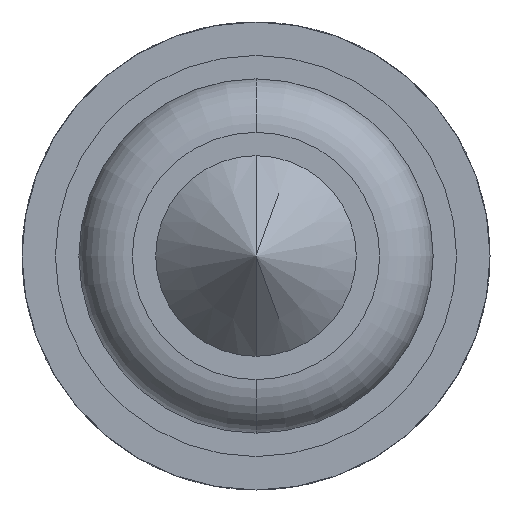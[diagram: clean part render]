
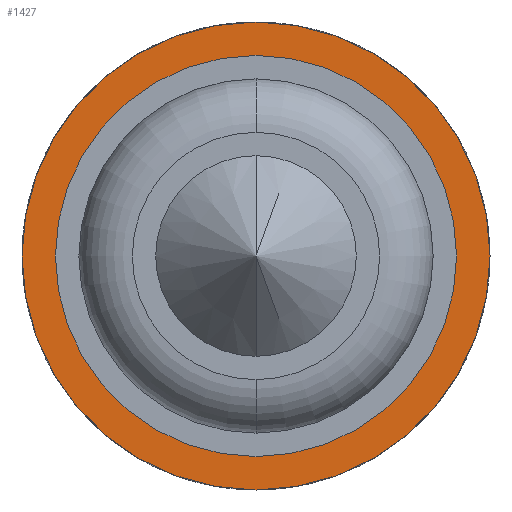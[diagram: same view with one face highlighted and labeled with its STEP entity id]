
A CAD part, front view. The second image highlights one B-rep face of the part: STEP entity #1427.
In plain terms, the highlighted planar face has unit normal (0, -1, 0).
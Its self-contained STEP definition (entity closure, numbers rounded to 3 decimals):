
#412 = DIRECTION ( 'NONE',  ( 0., 0., -1. ) ) ;
#442 = DIRECTION ( 'NONE',  ( 0., -1., 0. ) ) ;
#624 = CARTESIAN_POINT ( 'NONE',  ( 0., 3.5, -0.9 ) ) ;
#716 = CARTESIAN_POINT ( 'NONE',  ( 0., 3.5, 0. ) ) ;
#806 = FACE_BOUND ( 'NONE', #2135, .T. ) ;
#876 = AXIS2_PLACEMENT_3D ( 'NONE', #4419, #3561, #2688 ) ;
#896 = CARTESIAN_POINT ( 'NONE',  ( 0., 3.5, 1.75 ) ) ;
#1161 = EDGE_CURVE ( 'Defeature ausgef�hrt1_11+Defeature ausgef�hrt1_10+Defeature ausgef�hrt1_10+Defeature ausgef�hrt1_10', #3138, #2946, #5360, .T. ) ;
#1237 = EDGE_CURVE ( 'Defeature ausgef�hrt1_11+Defeature ausgef�hrt1_10+Defeature ausgef�hrt1_10+Defeature ausgef�hrt1_10', #2946, #3138, #2093, .T. ) ;
#1427 = ADVANCED_FACE ( 'Defeature ausgef�hrt1_10', ( #2556, #806 ), #4826, .T. ) ;
#1475 = DIRECTION ( 'NONE',  ( 0., -1., 0. ) ) ;
#1532 = EDGE_CURVE ( 'Defeature ausgef�hrt1_10+Defeature ausgef�hrt1_9+Defeature ausgef�hrt1_9+Defeature ausgef�hrt1_9', #5401, #3679, #3091, .T. ) ;
#1544 = DIRECTION ( 'NONE',  ( 0., 0., -1. ) ) ;
#1803 = CARTESIAN_POINT ( 'NONE',  ( 0.9, 3.5, 0. ) ) ;
#1937 = ORIENTED_EDGE ( 'NONE', *, *, #1237, .F. ) ;
#2093 = CIRCLE ( 'NONE', #3784, 0.9 ) ;
#2135 = EDGE_LOOP ( 'NONE', ( #4657, #1937 ) ) ;
#2330 = CARTESIAN_POINT ( 'NONE',  ( 0., 3.5, 0. ) ) ;
#2556 = FACE_OUTER_BOUND ( 'NONE', #5013, .T. ) ;
#2610 = DIRECTION ( 'NONE',  ( 0., 0., -1. ) ) ;
#2688 = DIRECTION ( 'NONE',  ( 0., 0., -1. ) ) ;
#2801 = AXIS2_PLACEMENT_3D ( 'NONE', #3919, #5250, #412 ) ;
#2841 = DIRECTION ( 'NONE',  ( 0., -1., 0. ) ) ;
#2870 = CIRCLE ( 'NONE', #4246, 1.75 ) ;
#2946 = VERTEX_POINT ( 'NONE', #4773 ) ;
#3091 = CIRCLE ( 'NONE', #876, 1.75 ) ;
#3138 = VERTEX_POINT ( 'NONE', #624 ) ;
#3482 = ORIENTED_EDGE ( 'NONE', *, *, #1532, .T. ) ;
#3561 = DIRECTION ( 'NONE',  ( 0., -1., 0. ) ) ;
#3590 = ORIENTED_EDGE ( 'NONE', *, *, #5403, .T. ) ;
#3679 = VERTEX_POINT ( 'NONE', #4387 ) ;
#3784 = AXIS2_PLACEMENT_3D ( 'NONE', #716, #2841, #1544 ) ;
#3919 = CARTESIAN_POINT ( 'NONE',  ( 0., 3.5, 0. ) ) ;
#4246 = AXIS2_PLACEMENT_3D ( 'NONE', #2330, #1475, #4463 ) ;
#4387 = CARTESIAN_POINT ( 'NONE',  ( 0., 3.5, -1.75 ) ) ;
#4419 = CARTESIAN_POINT ( 'NONE',  ( 0., 3.5, 0. ) ) ;
#4463 = DIRECTION ( 'NONE',  ( 0., 0., -1. ) ) ;
#4657 = ORIENTED_EDGE ( 'NONE', *, *, #1161, .F. ) ;
#4773 = CARTESIAN_POINT ( 'NONE',  ( 0., 3.5, 0.9 ) ) ;
#4826 = PLANE ( 'NONE',  #5078 ) ;
#5013 = EDGE_LOOP ( 'NONE', ( #3590, #3482 ) ) ;
#5078 = AXIS2_PLACEMENT_3D ( 'NONE', #1803, #442, #2610 ) ;
#5250 = DIRECTION ( 'NONE',  ( 0., -1., 0. ) ) ;
#5360 = CIRCLE ( 'NONE', #2801, 0.9 ) ;
#5401 = VERTEX_POINT ( 'NONE', #896 ) ;
#5403 = EDGE_CURVE ( 'Defeature ausgef�hrt1_10+Defeature ausgef�hrt1_9+Defeature ausgef�hrt1_9+Defeature ausgef�hrt1_9', #3679, #5401, #2870, .T. ) ;
